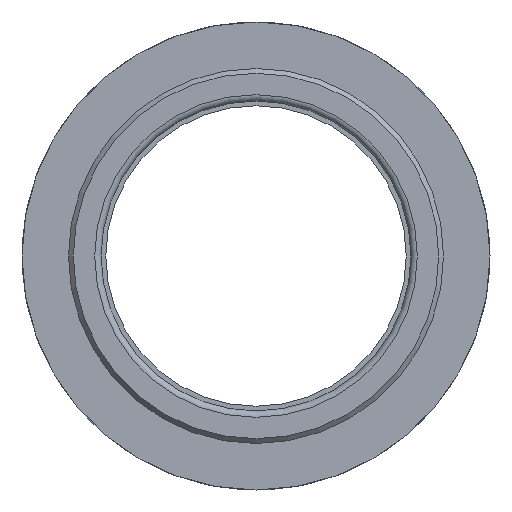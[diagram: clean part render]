
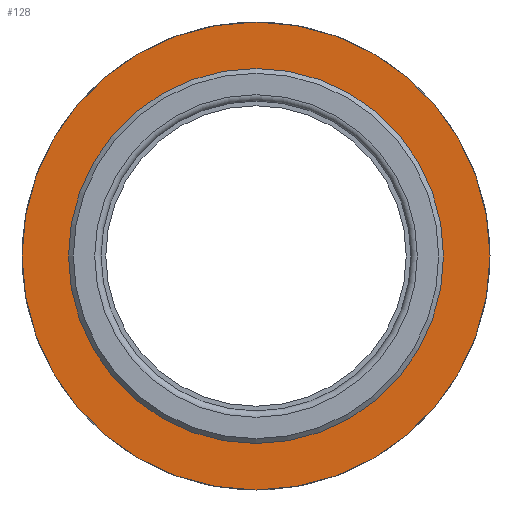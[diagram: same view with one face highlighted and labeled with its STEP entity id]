
A CAD part, left-side view. The second image highlights one B-rep face of the part: STEP entity #128.
In plain terms, the highlighted planar face has unit normal (-1, 0, 0).
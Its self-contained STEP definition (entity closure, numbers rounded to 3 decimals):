
#128 = ADVANCED_FACE( '', ( #286, #287 ), #288, .F. );
#286 = FACE_OUTER_BOUND( '', #482, .T. );
#287 = FACE_BOUND( '', #483, .T. );
#288 = PLANE( '', #484 );
#482 = EDGE_LOOP( '', ( #910 ) );
#483 = EDGE_LOOP( '', ( #911 ) );
#484 = AXIS2_PLACEMENT_3D( '', #912, #913, #914 );
#910 = ORIENTED_EDGE( '', *, *, #1320, .F. );
#911 = ORIENTED_EDGE( '', *, *, #1319, .T. );
#912 = CARTESIAN_POINT( '', ( 17., 29.4, 0. ) );
#913 = DIRECTION( '', ( 1., 0., 0. ) );
#914 = DIRECTION( '', ( 0., 0., -1. ) );
#1319 = EDGE_CURVE( '', #1614, #1614, #1615, .T. );
#1320 = EDGE_CURVE( '', #1616, #1616, #1617, .T. );
#1614 = VERTEX_POINT( '', #2322 );
#1615 = CIRCLE( '', #2323, 29.4 );
#1616 = VERTEX_POINT( '', #2324 );
#1617 = CIRCLE( '', #2325, 37. );
#2322 = CARTESIAN_POINT( '', ( 17., 0., -29.4 ) );
#2323 = AXIS2_PLACEMENT_3D( '', #2728, #2729, #2730 );
#2324 = CARTESIAN_POINT( '', ( 17., 0., -37. ) );
#2325 = AXIS2_PLACEMENT_3D( '', #2731, #2732, #2733 );
#2728 = CARTESIAN_POINT( '', ( 17., 0., 0. ) );
#2729 = DIRECTION( '', ( 1., 0., 0. ) );
#2730 = DIRECTION( '', ( 0., 0., -1. ) );
#2731 = CARTESIAN_POINT( '', ( 17., 0., 0. ) );
#2732 = DIRECTION( '', ( 1., 0., 0. ) );
#2733 = DIRECTION( '', ( 0., 0., -1. ) );
